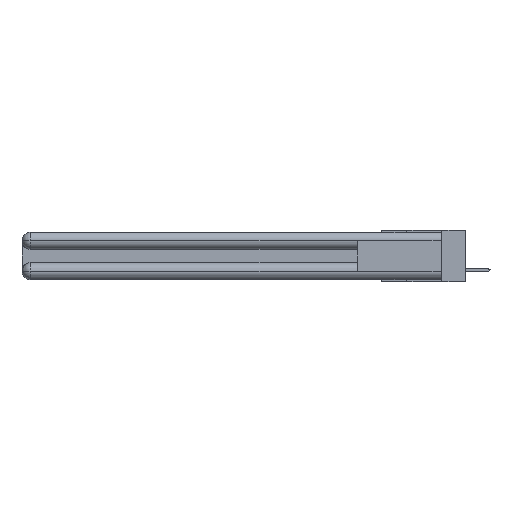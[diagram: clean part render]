
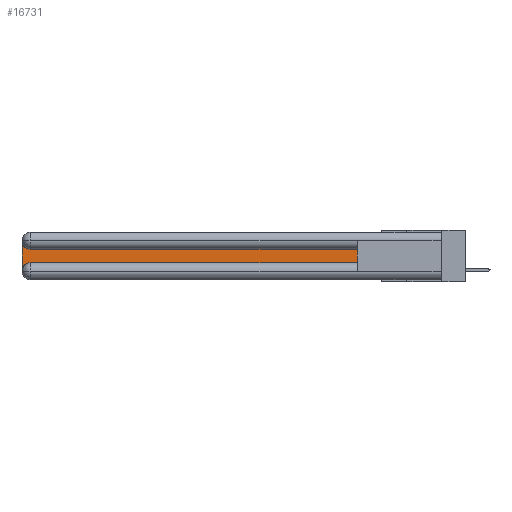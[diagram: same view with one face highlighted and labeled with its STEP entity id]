
A CAD part, left-side view. The second image highlights one B-rep face of the part: STEP entity #16731.
In plain terms, the highlighted planar face has unit normal (-1, 0, 0).
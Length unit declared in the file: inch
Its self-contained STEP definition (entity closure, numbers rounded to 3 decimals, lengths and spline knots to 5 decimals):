
#841 = CARTESIAN_POINT ( 'NONE',  ( 0.075, 3., -0.0625 ) ) ;
#1275 = AXIS2_PLACEMENT_3D ( 'NONE', #5894, #23348, #16969 ) ;
#3561 = DIRECTION ( 'NONE',  ( 0., 1., 0. ) ) ;
#4697 = CARTESIAN_POINT ( 'NONE',  ( 0.075, 2.94, -0.1225 ) ) ;
#5894 = CARTESIAN_POINT ( 'NONE',  ( 0.075, 2.94, -0.0625 ) ) ;
#6252 = ORIENTED_EDGE ( 'NONE', *, *, #21490, .T. ) ;
#6597 = VERTEX_POINT ( 'NONE', #841 ) ;
#7752 = LINE ( 'NONE', #8743, #17545 ) ;
#7980 = VECTOR ( 'NONE', #3561, 39.37008 ) ;
#8256 = CARTESIAN_POINT ( 'NONE',  ( 0.075, 2.94, -0.2775 ) ) ;
#8277 = CARTESIAN_POINT ( 'NONE',  ( 0.075, 3., -0.2175 ) ) ;
#8281 = VERTEX_POINT ( 'NONE', #22818 ) ;
#8419 = CARTESIAN_POINT ( 'NONE',  ( 0.075, 2.94, -0.2175 ) ) ;
#8743 = CARTESIAN_POINT ( 'NONE',  ( 0.075, 0.6, -0.2175 ) ) ;
#9541 = VERTEX_POINT ( 'NONE', #4697 ) ;
#9750 = CARTESIAN_POINT ( 'NONE',  ( 0.075, 0.6, -0.2175 ) ) ;
#9866 = VECTOR ( 'NONE', #19288, 39.37008 ) ;
#10562 = EDGE_LOOP ( 'NONE', ( #20962, #20940, #16235, #20318, #6252, #25297 ) ) ;
#11511 = EDGE_CURVE ( 'NONE', #6597, #8281, #20420, .T. ) ;
#11609 = FACE_OUTER_BOUND ( 'NONE', #10562, .T. ) ;
#12096 = VERTEX_POINT ( 'NONE', #8419 ) ;
#12326 = VECTOR ( 'NONE', #16988, 39.37008 ) ;
#13191 = VERTEX_POINT ( 'NONE', #9750 ) ;
#13575 = LINE ( 'NONE', #15026, #9866 ) ;
#15026 = CARTESIAN_POINT ( 'NONE',  ( 0.075, 0.6, -0.2175 ) ) ;
#15547 = CARTESIAN_POINT ( 'NONE',  ( 0.075, 0.6, -0.1225 ) ) ;
#15695 = DIRECTION ( 'NONE',  ( 0., 0., -1. ) ) ;
#16235 = ORIENTED_EDGE ( 'NONE', *, *, #11511, .T. ) ;
#16566 = CIRCLE ( 'NONE', #21941, 0.06 ) ;
#16731 = ADVANCED_FACE ( 'NONE', ( #11609 ), #24420, .F. ) ;
#16969 = DIRECTION ( 'NONE',  ( 0., 0., -1. ) ) ;
#16988 = DIRECTION ( 'NONE',  ( 0., 0., -1. ) ) ;
#17545 = VECTOR ( 'NONE', #17741, 39.37008 ) ;
#17741 = DIRECTION ( 'NONE',  ( 0., 0., 1. ) ) ;
#18682 = VERTEX_POINT ( 'NONE', #25759 ) ;
#19288 = DIRECTION ( 'NONE',  ( 0., -1., 0. ) ) ;
#19877 = EDGE_CURVE ( 'NONE', #18682, #9541, #27516, .T. ) ;
#20126 = CARTESIAN_POINT ( 'NONE',  ( 0.075, 3., -0.1225 ) ) ;
#20318 = ORIENTED_EDGE ( 'NONE', *, *, #22992, .T. ) ;
#20420 = LINE ( 'NONE', #8277, #12326 ) ;
#20940 = ORIENTED_EDGE ( 'NONE', *, *, #27530, .T. ) ;
#20962 = ORIENTED_EDGE ( 'NONE', *, *, #19877, .T. ) ;
#21490 = EDGE_CURVE ( 'NONE', #12096, #13191, #13575, .T. ) ;
#21941 = AXIS2_PLACEMENT_3D ( 'NONE', #8256, #23341, #22894 ) ;
#22818 = CARTESIAN_POINT ( 'NONE',  ( 0.075, 3., -0.2775 ) ) ;
#22894 = DIRECTION ( 'NONE',  ( 0., 0., -1. ) ) ;
#22992 = EDGE_CURVE ( 'NONE', #8281, #12096, #16566, .T. ) ;
#23341 = DIRECTION ( 'NONE',  ( 1., 0., 0. ) ) ;
#23348 = DIRECTION ( 'NONE',  ( 1., 0., 0. ) ) ;
#23842 = AXIS2_PLACEMENT_3D ( 'NONE', #20126, #26499, #15695 ) ;
#24420 = PLANE ( 'NONE',  #23842 ) ;
#24609 = EDGE_CURVE ( 'NONE', #13191, #18682, #7752, .T. ) ;
#25297 = ORIENTED_EDGE ( 'NONE', *, *, #24609, .T. ) ;
#25759 = CARTESIAN_POINT ( 'NONE',  ( 0.075, 0.6, -0.1225 ) ) ;
#26499 = DIRECTION ( 'NONE',  ( 1., 0., 0. ) ) ;
#27437 = CIRCLE ( 'NONE', #1275, 0.06 ) ;
#27516 = LINE ( 'NONE', #15547, #7980 ) ;
#27530 = EDGE_CURVE ( 'NONE', #9541, #6597, #27437, .T. ) ;
